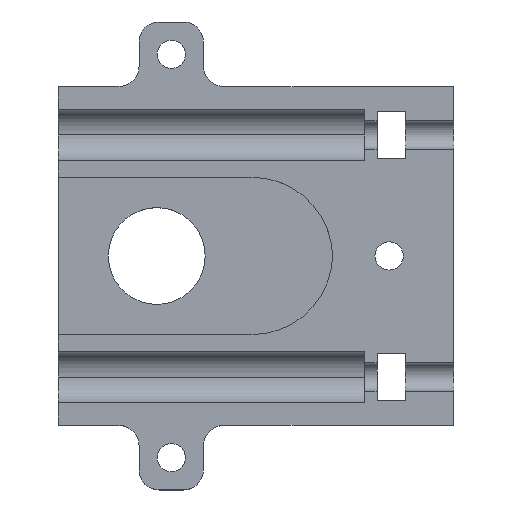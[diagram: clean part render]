
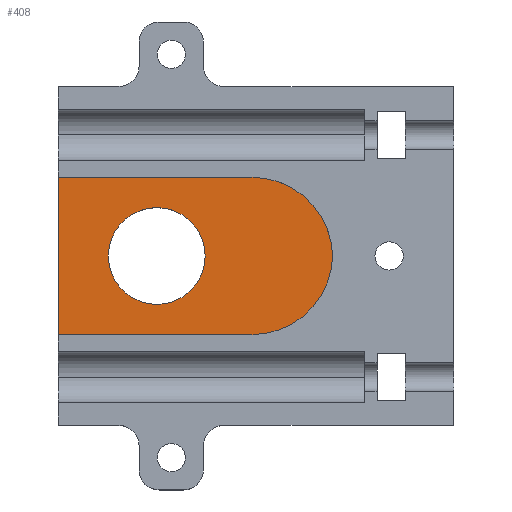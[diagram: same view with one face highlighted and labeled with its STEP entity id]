
A CAD part, top view. The second image highlights one B-rep face of the part: STEP entity #408.
In plain terms, the highlighted planar face has unit normal (0, 0, 1).
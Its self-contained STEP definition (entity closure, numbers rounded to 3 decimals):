
#67 = VERTEX_POINT ( 'NONE', #1192 ) ;
#110 = EDGE_CURVE ( 'NONE', #627, #1180, #799, .T. ) ;
#127 = ORIENTED_EDGE ( 'NONE', *, *, #948, .T. ) ;
#167 = DIRECTION ( 'NONE',  ( 0., 0., 1. ) ) ;
#307 = LINE ( 'NONE', #737, #1815 ) ;
#386 = DIRECTION ( 'NONE',  ( 1., 0., 0. ) ) ;
#389 = DIRECTION ( 'NONE',  ( 0., 0., -1. ) ) ;
#390 = CARTESIAN_POINT ( 'NONE',  ( 18.823, 7.084, -1.964 ) ) ;
#393 = AXIS2_PLACEMENT_3D ( 'NONE', #1443, #167, #1624 ) ;
#408 = ADVANCED_FACE ( 'NONE', ( #2276, #1387 ), #414, .F. ) ;
#414 = PLANE ( 'NONE',  #1116 ) ;
#466 = DIRECTION ( 'NONE',  ( -1., 0., 0. ) ) ;
#478 = DIRECTION ( 'NONE',  ( 0., 0., -1. ) ) ;
#519 = DIRECTION ( 'NONE',  ( -1., 0., 0. ) ) ;
#553 = LINE ( 'NONE', #717, #614 ) ;
#614 = VECTOR ( 'NONE', #2016, 1000. ) ;
#624 = CARTESIAN_POINT ( 'NONE',  ( 3.823, 7.084, -1.964 ) ) ;
#627 = VERTEX_POINT ( 'NONE', #2087 ) ;
#663 = EDGE_CURVE ( 'NONE', #2206, #2455, #1767, .T. ) ;
#671 = EDGE_LOOP ( 'NONE', ( #2411, #2464 ) ) ;
#676 = DIRECTION ( 'NONE',  ( 0., 0., 1. ) ) ;
#695 = CARTESIAN_POINT ( 'NONE',  ( 3.823, 26.584, -1.964 ) ) ;
#703 = CARTESIAN_POINT ( 'NONE',  ( 3.823, 16.584, -1.964 ) ) ;
#717 = CARTESIAN_POINT ( 'NONE',  ( 18.823, 26.584, -1.964 ) ) ;
#737 = CARTESIAN_POINT ( 'NONE',  ( 18.823, 7.084, -1.964 ) ) ;
#747 = CARTESIAN_POINT ( 'NONE',  ( -20.177, 7.084, -1.964 ) ) ;
#799 = LINE ( 'NONE', #1096, #2161 ) ;
#833 = EDGE_LOOP ( 'NONE', ( #2407, #2023, #127, #1558, #1678 ) ) ;
#948 = EDGE_CURVE ( 'NONE', #67, #1852, #2181, .T. ) ;
#1048 = CARTESIAN_POINT ( 'NONE',  ( -13.977, 16.834, -1.964 ) ) ;
#1096 = CARTESIAN_POINT ( 'NONE',  ( -20.177, 7.084, -1.964 ) ) ;
#1101 = DIRECTION ( 'NONE',  ( 0., -1., 0. ) ) ;
#1116 = AXIS2_PLACEMENT_3D ( 'NONE', #390, #389, #386 ) ;
#1156 = AXIS2_PLACEMENT_3D ( 'NONE', #703, #676, #466 ) ;
#1180 = VERTEX_POINT ( 'NONE', #747 ) ;
#1192 = CARTESIAN_POINT ( 'NONE',  ( 13.82, 16.834, -1.964 ) ) ;
#1200 = AXIS2_PLACEMENT_3D ( 'NONE', #1481, #1456, #1442 ) ;
#1202 = CARTESIAN_POINT ( 'NONE',  ( -1.977, 16.834, -1.964 ) ) ;
#1205 = CIRCLE ( 'NONE', #393, 10. ) ;
#1222 = EDGE_CURVE ( 'NONE', #1614, #67, #1205, .T. ) ;
#1349 = EDGE_CURVE ( 'NONE', #1614, #1180, #307, .T. ) ;
#1387 = FACE_OUTER_BOUND ( 'NONE', #833, .T. ) ;
#1442 = DIRECTION ( 'NONE',  ( -1., 0., 0. ) ) ;
#1443 = CARTESIAN_POINT ( 'NONE',  ( 3.823, 17.084, -1.964 ) ) ;
#1456 = DIRECTION ( 'NONE',  ( 0., 0., -1. ) ) ;
#1481 = CARTESIAN_POINT ( 'NONE',  ( -7.977, 16.834, -1.964 ) ) ;
#1558 = ORIENTED_EDGE ( 'NONE', *, *, #1936, .T. ) ;
#1614 = VERTEX_POINT ( 'NONE', #624 ) ;
#1624 = DIRECTION ( 'NONE',  ( -1., 0., 0. ) ) ;
#1633 = AXIS2_PLACEMENT_3D ( 'NONE', #1657, #478, #1829 ) ;
#1657 = CARTESIAN_POINT ( 'NONE',  ( -7.977, 16.834, -1.964 ) ) ;
#1678 = ORIENTED_EDGE ( 'NONE', *, *, #110, .T. ) ;
#1767 = CIRCLE ( 'NONE', #1200, 6. ) ;
#1815 = VECTOR ( 'NONE', #519, 1000. ) ;
#1826 = EDGE_CURVE ( 'NONE', #2455, #2206, #2174, .T. ) ;
#1829 = DIRECTION ( 'NONE',  ( -1., 0., 0. ) ) ;
#1852 = VERTEX_POINT ( 'NONE', #695 ) ;
#1936 = EDGE_CURVE ( 'NONE', #1852, #627, #553, .T. ) ;
#2016 = DIRECTION ( 'NONE',  ( -1., 0., 0. ) ) ;
#2023 = ORIENTED_EDGE ( 'NONE', *, *, #1222, .T. ) ;
#2087 = CARTESIAN_POINT ( 'NONE',  ( -20.177, 26.584, -1.964 ) ) ;
#2161 = VECTOR ( 'NONE', #1101, 1000. ) ;
#2174 = CIRCLE ( 'NONE', #1633, 6. ) ;
#2181 = CIRCLE ( 'NONE', #1156, 10. ) ;
#2206 = VERTEX_POINT ( 'NONE', #1202 ) ;
#2276 = FACE_BOUND ( 'NONE', #671, .T. ) ;
#2407 = ORIENTED_EDGE ( 'NONE', *, *, #1349, .F. ) ;
#2411 = ORIENTED_EDGE ( 'NONE', *, *, #1826, .T. ) ;
#2455 = VERTEX_POINT ( 'NONE', #1048 ) ;
#2464 = ORIENTED_EDGE ( 'NONE', *, *, #663, .T. ) ;
